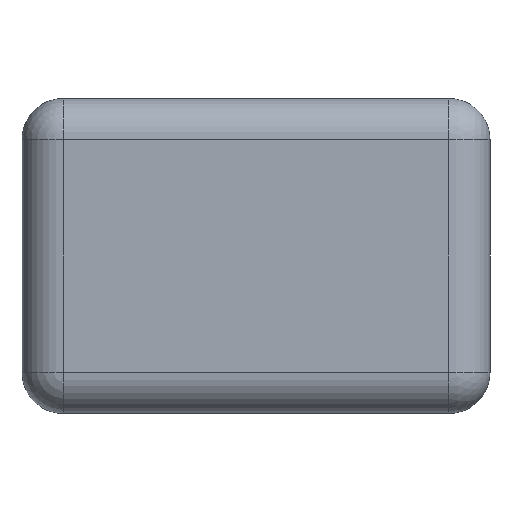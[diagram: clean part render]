
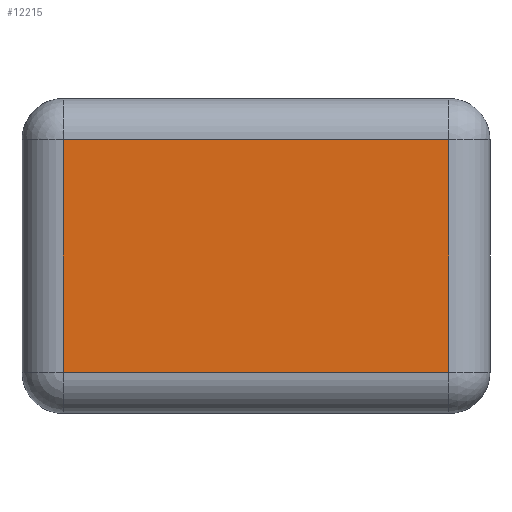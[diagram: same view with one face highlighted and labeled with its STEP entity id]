
A CAD part, front view. The second image highlights one B-rep face of the part: STEP entity #12215.
In plain terms, the highlighted planar face has unit normal (0, -1, 0).
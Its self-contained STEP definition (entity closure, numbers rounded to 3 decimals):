
#2760 = VERTEX_POINT ( 'NONE', #8858 ) ;
#2788 = CARTESIAN_POINT ( 'NONE',  ( 0., -164.133, -226.224 ) ) ;
#3597 = CARTESIAN_POINT ( 'NONE',  ( 0., -164.133, 0. ) ) ;
#6480 = EDGE_CURVE ( 'NONE', #33714, #2760, #14986, .T. ) ;
#6734 = CARTESIAN_POINT ( 'NONE',  ( -374.814, -164.133, -226.224 ) ) ;
#8570 = DIRECTION ( 'NONE',  ( 0., -1., 0. ) ) ;
#8858 = CARTESIAN_POINT ( 'NONE',  ( -374.814, -164.133, 226.224 ) ) ;
#9216 = CARTESIAN_POINT ( 'NONE',  ( -374.814, -164.133, 0. ) ) ;
#9587 = ORIENTED_EDGE ( 'NONE', *, *, #23807, .T. ) ;
#10328 = DIRECTION ( 'NONE',  ( -1., 0., 0. ) ) ;
#12215 = ADVANCED_FACE ( 'NONE', ( #61463 ), #28148, .T. ) ;
#14681 = CARTESIAN_POINT ( 'NONE',  ( 0., -164.133, 226.224 ) ) ;
#14986 = LINE ( 'NONE', #14681, #44261 ) ;
#15197 = CARTESIAN_POINT ( 'NONE',  ( 374.814, -164.133, 226.224 ) ) ;
#17046 = CARTESIAN_POINT ( 'NONE',  ( 374.814, -164.133, 0. ) ) ;
#17082 = DIRECTION ( 'NONE',  ( 1., 0., 0. ) ) ;
#20946 = AXIS2_PLACEMENT_3D ( 'NONE', #3597, #8570, #42790 ) ;
#21151 = CARTESIAN_POINT ( 'NONE',  ( 374.814, -164.133, -226.224 ) ) ;
#23807 = EDGE_CURVE ( 'NONE', #2760, #37752, #51910, .T. ) ;
#24309 = EDGE_CURVE ( 'NONE', #37752, #45670, #50445, .T. ) ;
#27287 = DIRECTION ( 'NONE',  ( 0., 0., 1. ) ) ;
#28148 = PLANE ( 'NONE',  #20946 ) ;
#29317 = ORIENTED_EDGE ( 'NONE', *, *, #58585, .T. ) ;
#33321 = ORIENTED_EDGE ( 'NONE', *, *, #6480, .T. ) ;
#33714 = VERTEX_POINT ( 'NONE', #15197 ) ;
#37752 = VERTEX_POINT ( 'NONE', #6734 ) ;
#42790 = DIRECTION ( 'NONE',  ( 0., 0., -1. ) ) ;
#44261 = VECTOR ( 'NONE', #10328, 1000. ) ;
#44433 = VECTOR ( 'NONE', #45668, 1000. ) ;
#45310 = ORIENTED_EDGE ( 'NONE', *, *, #24309, .T. ) ;
#45668 = DIRECTION ( 'NONE',  ( 0., 0., -1. ) ) ;
#45670 = VERTEX_POINT ( 'NONE', #21151 ) ;
#49465 = VECTOR ( 'NONE', #17082, 1000. ) ;
#50445 = LINE ( 'NONE', #2788, #49465 ) ;
#51910 = LINE ( 'NONE', #9216, #44433 ) ;
#53164 = VECTOR ( 'NONE', #27287, 1000. ) ;
#58585 = EDGE_CURVE ( 'NONE', #45670, #33714, #60621, .T. ) ;
#60621 = LINE ( 'NONE', #17046, #53164 ) ;
#61138 = EDGE_LOOP ( 'NONE', ( #45310, #29317, #33321, #9587 ) ) ;
#61463 = FACE_OUTER_BOUND ( 'NONE', #61138, .T. ) ;
